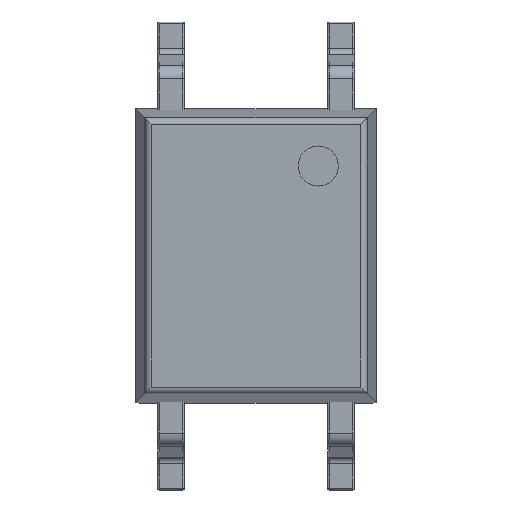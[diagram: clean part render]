
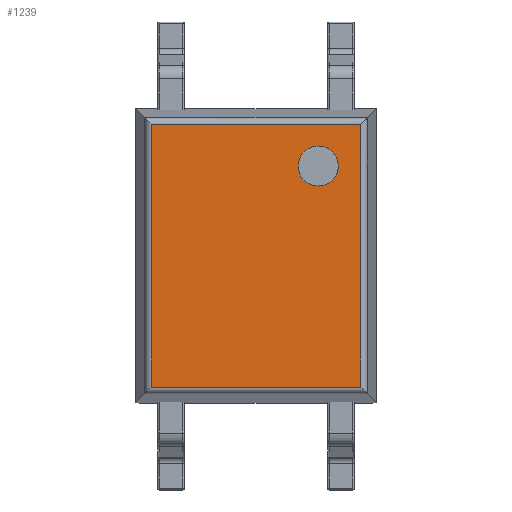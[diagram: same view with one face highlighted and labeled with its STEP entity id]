
A CAD part, top view. The second image highlights one B-rep face of the part: STEP entity #1239.
In plain terms, the highlighted planar face has unit normal (0, 0, 1).
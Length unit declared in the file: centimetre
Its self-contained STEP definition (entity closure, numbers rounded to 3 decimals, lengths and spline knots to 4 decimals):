
#75 = CARTESIAN_POINT ( 'NONE',  ( -0.18, 0.1964, 0.2 ) ) ;
#86 = CARTESIAN_POINT ( 'NONE',  ( 0.1564, 0.1964, 0.2 ) ) ;
#142 = ORIENTED_EDGE ( 'NONE', *, *, #2222, .T. ) ;
#166 = LINE ( 'NONE', #1117, #523 ) ;
#210 = DIRECTION ( 'NONE',  ( -1., 0., 0. ) ) ;
#219 = VERTEX_POINT ( 'NONE', #86 ) ;
#468 = CARTESIAN_POINT ( 'NONE',  ( -0.1564, 0.1964, 0.2 ) ) ;
#511 = EDGE_CURVE ( 'NONE', #219, #1511, #2353, .T. ) ;
#523 = VECTOR ( 'NONE', #2389, 100. ) ;
#740 = CARTESIAN_POINT ( 'NONE',  ( 0.0931, 0.1343, 0.2 ) ) ;
#771 = DIRECTION ( 'NONE',  ( 0., 0., -1. ) ) ;
#972 = EDGE_LOOP ( 'NONE', ( #142, #2081 ) ) ;
#1065 = CARTESIAN_POINT ( 'NONE',  ( 0.1564, -0.11, 0.2 ) ) ;
#1117 = CARTESIAN_POINT ( 'NONE',  ( -0.18, -0.1964, 0.2 ) ) ;
#1187 = AXIS2_PLACEMENT_3D ( 'NONE', #2578, #2287, #2793 ) ;
#1193 = EDGE_CURVE ( 'NONE', #3006, #1511, #166, .T. ) ;
#1194 = ORIENTED_EDGE ( 'NONE', *, *, #2963, .F. ) ;
#1196 = FACE_BOUND ( 'NONE', #972, .T. ) ;
#1225 = EDGE_LOOP ( 'NONE', ( #2310, #2563, #2574, #1194 ) ) ;
#1239 = ADVANCED_FACE ( 'NONE', ( #1271, #1196 ), #2488, .T. ) ;
#1271 = FACE_OUTER_BOUND ( 'NONE', #1225, .T. ) ;
#1388 = CARTESIAN_POINT ( 'NONE',  ( -0.1564, -0.11, 0.2 ) ) ;
#1443 = VECTOR ( 'NONE', #1792, 100. ) ;
#1449 = VECTOR ( 'NONE', #1794, 100. ) ;
#1470 = EDGE_CURVE ( 'NONE', #3006, #3207, #1617, .T. ) ;
#1511 = VERTEX_POINT ( 'NONE', #2234 ) ;
#1559 = EDGE_CURVE ( 'NONE', #2895, #2059, #2929, .T. ) ;
#1617 = LINE ( 'NONE', #1388, #3051 ) ;
#1792 = DIRECTION ( 'NONE',  ( 1., 0., 0. ) ) ;
#1794 = DIRECTION ( 'NONE',  ( 0., -1., 0. ) ) ;
#1882 = CARTESIAN_POINT ( 'NONE',  ( 0.1231, 0.1343, 0.2 ) ) ;
#1931 = AXIS2_PLACEMENT_3D ( 'NONE', #3024, #771, #210 ) ;
#2059 = VERTEX_POINT ( 'NONE', #2884 ) ;
#2081 = ORIENTED_EDGE ( 'NONE', *, *, #1559, .T. ) ;
#2222 = EDGE_CURVE ( 'NONE', #2059, #2895, #3173, .T. ) ;
#2234 = CARTESIAN_POINT ( 'NONE',  ( 0.1564, -0.1964, 0.2 ) ) ;
#2273 = AXIS2_PLACEMENT_3D ( 'NONE', #740, #2736, #2484 ) ;
#2287 = DIRECTION ( 'NONE',  ( 0., 0., 1. ) ) ;
#2310 = ORIENTED_EDGE ( 'NONE', *, *, #1470, .F. ) ;
#2353 = LINE ( 'NONE', #1065, #1449 ) ;
#2389 = DIRECTION ( 'NONE',  ( 1., 0., 0. ) ) ;
#2413 = DIRECTION ( 'NONE',  ( 0., 1., 0. ) ) ;
#2484 = DIRECTION ( 'NONE',  ( -1., 0., 0. ) ) ;
#2488 = PLANE ( 'NONE',  #1187 ) ;
#2522 = LINE ( 'NONE', #75, #1443 ) ;
#2563 = ORIENTED_EDGE ( 'NONE', *, *, #1193, .T. ) ;
#2574 = ORIENTED_EDGE ( 'NONE', *, *, #511, .F. ) ;
#2578 = CARTESIAN_POINT ( 'NONE',  ( -0.18, 0., 0.2 ) ) ;
#2736 = DIRECTION ( 'NONE',  ( 0., 0., -1. ) ) ;
#2793 = DIRECTION ( 'NONE',  ( 1., 0., 0. ) ) ;
#2884 = CARTESIAN_POINT ( 'NONE',  ( 0.0631, 0.1343, 0.2 ) ) ;
#2895 = VERTEX_POINT ( 'NONE', #1882 ) ;
#2929 = CIRCLE ( 'NONE', #1931, 0.03 ) ;
#2963 = EDGE_CURVE ( 'NONE', #3207, #219, #2522, .T. ) ;
#3006 = VERTEX_POINT ( 'NONE', #3089 ) ;
#3024 = CARTESIAN_POINT ( 'NONE',  ( 0.0931, 0.1343, 0.2 ) ) ;
#3051 = VECTOR ( 'NONE', #2413, 100. ) ;
#3089 = CARTESIAN_POINT ( 'NONE',  ( -0.1564, -0.1964, 0.2 ) ) ;
#3173 = CIRCLE ( 'NONE', #2273, 0.03 ) ;
#3207 = VERTEX_POINT ( 'NONE', #468 ) ;
